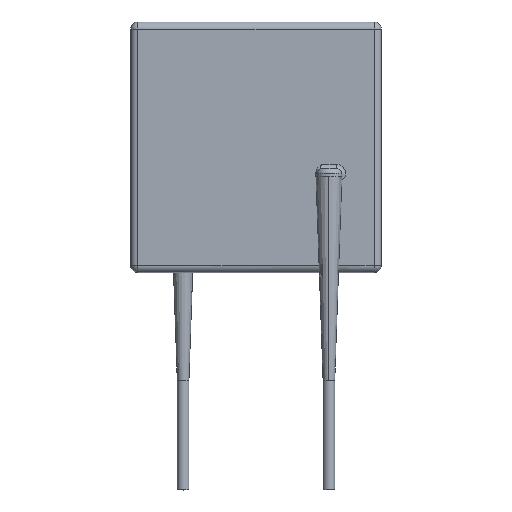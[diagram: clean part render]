
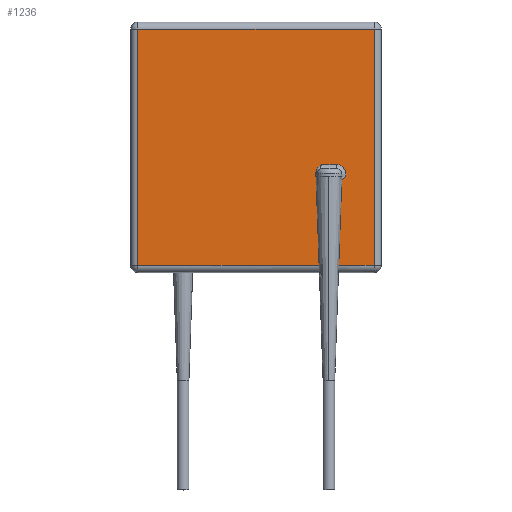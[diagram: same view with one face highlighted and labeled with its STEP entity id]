
A CAD part, top view. The second image highlights one B-rep face of the part: STEP entity #1236.
In plain terms, the highlighted planar face has unit normal (0, 0, 1).
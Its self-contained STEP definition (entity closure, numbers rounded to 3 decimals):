
#226=CARTESIAN_POINT('',(4.165,-1.72,0.6));
#273=DIRECTION('',(1.,0.,0.));
#274=VECTOR('',#273,2.451);
#275=CARTESIAN_POINT('',(5.749,-8.2,0.6));
#276=LINE('',#275,#274);
#277=DIRECTION('',(-0.035,-0.999,0.));
#278=VECTOR('',#277,5.908);
#279=CARTESIAN_POINT('',(5.955,-2.295,0.6));
#280=LINE('',#279,#278);
#281=CARTESIAN_POINT('',(5.585,-1.2,0.6));
#282=CARTESIAN_POINT('',(5.609,-1.2,0.6));
#283=CARTESIAN_POINT('',(5.661,-1.202,0.6));
#284=CARTESIAN_POINT('',(5.751,-1.216,0.6));
#285=CARTESIAN_POINT('',(5.851,-1.247,0.6));
#286=CARTESIAN_POINT('',(5.95,-1.298,0.6));
#287=CARTESIAN_POINT('',(6.038,-1.365,0.6));
#288=CARTESIAN_POINT('',(6.111,-1.445,0.6));
#289=CARTESIAN_POINT('',(6.168,-1.537,0.6));
#290=CARTESIAN_POINT('',(6.207,-1.637,0.6));
#291=CARTESIAN_POINT('',(6.227,-1.741,0.6));
#292=CARTESIAN_POINT('',(6.228,-1.848,0.6));
#293=CARTESIAN_POINT('',(6.21,-1.954,0.6));
#294=CARTESIAN_POINT('',(6.172,-2.055,0.6));
#295=CARTESIAN_POINT('',(6.116,-2.148,0.6));
#296=CARTESIAN_POINT('',(6.043,-2.23,0.6));
#297=CARTESIAN_POINT('',(5.986,-2.275,0.6));
#298=CARTESIAN_POINT('',(5.955,-2.295,0.6));
#300=DIRECTION('',(-1.,0.,0.));
#301=VECTOR('',#300,1.039);
#302=CARTESIAN_POINT('',(5.585,-1.2,0.6));
#303=LINE('',#302,#301);
#304=CARTESIAN_POINT('',(4.545,-1.2,0.6));
#305=CARTESIAN_POINT('',(4.523,-1.222,0.6));
#306=CARTESIAN_POINT('',(4.473,-1.266,0.6));
#307=CARTESIAN_POINT('',(4.383,-1.335,0.6));
#308=CARTESIAN_POINT('',(4.301,-1.408,0.6));
#309=CARTESIAN_POINT('',(4.237,-1.486,0.6));
#310=CARTESIAN_POINT('',(4.194,-1.565,0.6));
#311=CARTESIAN_POINT('',(4.17,-1.643,0.6));
#312=CARTESIAN_POINT('',(4.165,-1.694,0.6));
#313=CARTESIAN_POINT('',(4.165,-1.72,0.6));
#315=DIRECTION('',(0.,1.,0.));
#316=VECTOR('',#315,0.28);
#317=CARTESIAN_POINT('',(4.165,-2.,0.6));
#318=LINE('',#317,#316);
#319=DIRECTION('',(-0.035,0.999,0.));
#320=VECTOR('',#319,6.204);
#321=CARTESIAN_POINT('',(4.381,-8.2,0.6));
#322=LINE('',#321,#320);
#323=DIRECTION('',(1.,0.,0.));
#324=VECTOR('',#323,12.581);
#325=CARTESIAN_POINT('',(-8.2,-8.2,0.6));
#326=LINE('',#325,#324);
#327=DIRECTION('',(0.,-1.,0.));
#328=VECTOR('',#327,16.4);
#329=CARTESIAN_POINT('',(-8.2,8.2,0.6));
#330=LINE('',#329,#328);
#331=DIRECTION('',(-1.,0.,0.));
#332=VECTOR('',#331,16.4);
#333=CARTESIAN_POINT('',(8.2,8.2,0.6));
#334=LINE('',#333,#332);
#335=DIRECTION('',(0.,1.,0.));
#336=VECTOR('',#335,16.4);
#337=CARTESIAN_POINT('',(8.2,-8.2,0.6));
#338=LINE('',#337,#336);
#681=CARTESIAN_POINT('',(4.165,-2.,0.6));
#683=VERTEX_POINT('',#681);
#701=CARTESIAN_POINT('',(5.585,-1.2,0.6));
#702=CARTESIAN_POINT('',(4.545,-1.2,0.6));
#703=VERTEX_POINT('',#701);
#704=VERTEX_POINT('',#702);
#705=VERTEX_POINT('',#298);
#706=VERTEX_POINT('',#226);
#717=CARTESIAN_POINT('',(5.749,-8.2,0.6));
#718=CARTESIAN_POINT('',(8.2,-8.2,0.6));
#719=VERTEX_POINT('',#717);
#720=VERTEX_POINT('',#718);
#753=CARTESIAN_POINT('',(8.2,8.2,0.6));
#754=CARTESIAN_POINT('',(-8.2,8.2,0.6));
#755=VERTEX_POINT('',#753);
#756=VERTEX_POINT('',#754);
#759=CARTESIAN_POINT('',(-8.2,-8.2,0.6));
#760=VERTEX_POINT('',#759);
#765=CARTESIAN_POINT('',(4.381,-8.2,0.6));
#766=VERTEX_POINT('',#765);
#1209=CARTESIAN_POINT('',(0.,0.,0.6));
#1210=DIRECTION('',(0.,0.,1.));
#1211=DIRECTION('',(1.,0.,0.));
#1212=AXIS2_PLACEMENT_3D('',#1209,#1210,#1211);
#1213=PLANE('',#1212);
#1215=ORIENTED_EDGE('',*,*,#1214,.F.);
#1217=ORIENTED_EDGE('',*,*,#1216,.F.);
#1219=ORIENTED_EDGE('',*,*,#1218,.F.);
#1221=ORIENTED_EDGE('',*,*,#1220,.T.);
#1222=ORIENTED_EDGE('',*,*,#1202,.T.);
#1223=ORIENTED_EDGE('',*,*,#1134,.F.);
#1225=ORIENTED_EDGE('',*,*,#1224,.F.);
#1227=ORIENTED_EDGE('',*,*,#1226,.F.);
#1229=ORIENTED_EDGE('',*,*,#1228,.F.);
#1231=ORIENTED_EDGE('',*,*,#1230,.F.);
#1233=ORIENTED_EDGE('',*,*,#1232,.F.);
#1234=EDGE_LOOP('',(#1215,#1217,#1219,#1221,#1222,#1223,#1225,#1227,#1229,#1231,
#1233));
#1235=FACE_OUTER_BOUND('',#1234,.F.);
#299=B_SPLINE_CURVE_WITH_KNOTS('',3,(#281,#282,#283,#284,#285,#286,#287,#288,
#289,#290,#291,#292,#293,#294,#295,#296,#297,#298),.UNSPECIFIED.,.F.,.F.,(4,1,1,
1,1,1,1,1,1,1,1,1,1,1,1,4),(0.,0.067,0.133,0.2,
0.267,0.333,0.4,0.467,0.533,
0.6,0.667,0.733,0.8,0.867,
0.933,1.),.UNSPECIFIED.);
#314=B_SPLINE_CURVE_WITH_KNOTS('',3,(#304,#305,#306,#307,#308,#309,#310,#311,
#312,#313),.UNSPECIFIED.,.F.,.F.,(4,1,1,1,1,1,1,4),(0.,0.143,
0.286,0.429,0.571,0.714,
0.857,1.),.UNSPECIFIED.);
#1134=EDGE_CURVE('',#683,#706,#318,.T.);
#1202=EDGE_CURVE('',#704,#706,#314,.T.);
#1214=EDGE_CURVE('',#719,#720,#276,.T.);
#1216=EDGE_CURVE('',#705,#719,#280,.T.);
#1218=EDGE_CURVE('',#703,#705,#299,.T.);
#1220=EDGE_CURVE('',#703,#704,#303,.T.);
#1224=EDGE_CURVE('',#766,#683,#322,.T.);
#1226=EDGE_CURVE('',#760,#766,#326,.T.);
#1228=EDGE_CURVE('',#756,#760,#330,.T.);
#1230=EDGE_CURVE('',#755,#756,#334,.T.);
#1232=EDGE_CURVE('',#720,#755,#338,.T.);
#1236=ADVANCED_FACE('',(#1235),#1213,.T.);
